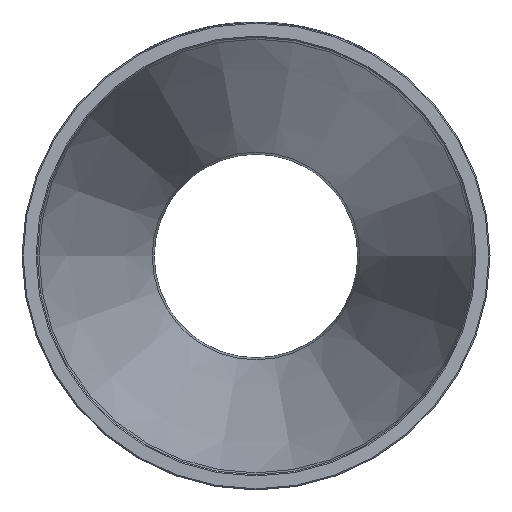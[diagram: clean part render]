
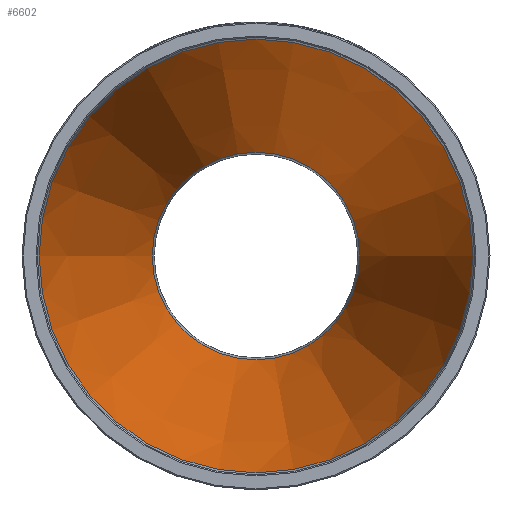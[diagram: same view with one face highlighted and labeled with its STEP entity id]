
A CAD part, left-side view. The second image highlights one B-rep face of the part: STEP entity #6602.
In plain terms, the highlighted conical face has half-angle 14.931 degrees and reference radius 17.399 mm.
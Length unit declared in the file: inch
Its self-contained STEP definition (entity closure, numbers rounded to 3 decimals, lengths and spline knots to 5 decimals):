
#13=CONICAL_SURFACE('',#6962,0.685,14.931);
#92=FACE_BOUND('',#1191,.T.);
#782=FACE_OUTER_BOUND('',#1190,.T.);
#1190=EDGE_LOOP('',(#6173));
#1191=EDGE_LOOP('',(#6174));
#1710=CIRCLE('',#6961,0.92656);
#1711=CIRCLE('',#6963,0.44344);
#3242=VERTEX_POINT('',#14893);
#3243=VERTEX_POINT('',#14896);
#4221=EDGE_CURVE('',#3242,#3242,#1710,.T.);
#4222=EDGE_CURVE('',#3243,#3243,#1711,.T.);
#6173=ORIENTED_EDGE('',*,*,#4222,.F.);
#6174=ORIENTED_EDGE('',*,*,#4221,.F.);
#6602=ADVANCED_FACE('',(#782,#92),#13,.F.);
#6961=AXIS2_PLACEMENT_3D('',#14894,#8111,#8112);
#6962=AXIS2_PLACEMENT_3D('',#14895,#8113,#8114);
#6963=AXIS2_PLACEMENT_3D('',#14897,#8115,#8116);
#8111=DIRECTION('center_axis',(1.,0.,0.));
#8112=DIRECTION('ref_axis',(0.,-1.,0.));
#8113=DIRECTION('center_axis',(-1.,0.,0.));
#8114=DIRECTION('ref_axis',(0.,1.,0.));
#8115=DIRECTION('center_axis',(-1.,0.,0.));
#8116=DIRECTION('ref_axis',(0.,-1.,0.));
#14893=CARTESIAN_POINT('',(0.40665,0.92656,0.));
#14894=CARTESIAN_POINT('Origin',(0.40665,0.,0.));
#14895=CARTESIAN_POINT('Origin',(1.3125,0.,0.));
#14896=CARTESIAN_POINT('',(2.21835,0.44344,0.));
#14897=CARTESIAN_POINT('Origin',(2.21835,0.,0.));
